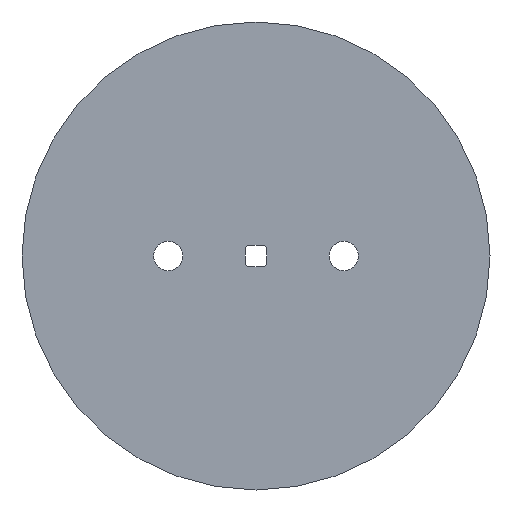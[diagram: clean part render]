
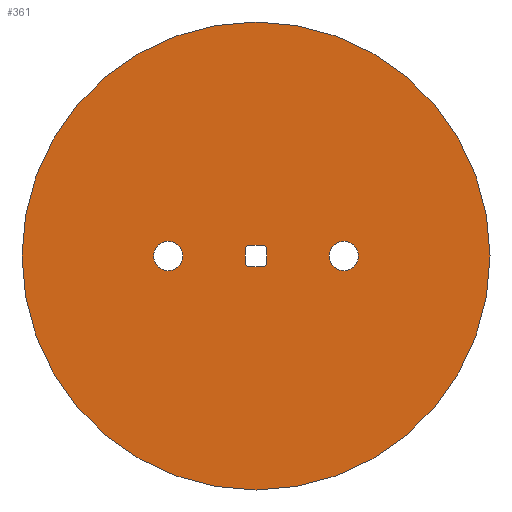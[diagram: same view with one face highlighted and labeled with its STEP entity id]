
A CAD part, front view. The second image highlights one B-rep face of the part: STEP entity #361.
In plain terms, the highlighted planar face has unit normal (0, -1, 0).
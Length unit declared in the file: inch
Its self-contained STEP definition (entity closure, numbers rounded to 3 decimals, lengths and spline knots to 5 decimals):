
#8 = VERTEX_POINT ( 'NONE', #207 ) ;
#10 = LINE ( 'NONE', #426, #223 ) ;
#17 = AXIS2_PLACEMENT_3D ( 'NONE', #125, #348, #272 ) ;
#23 = ORIENTED_EDGE ( 'NONE', *, *, #327, .F. ) ;
#28 = DIRECTION ( 'NONE',  ( 0., -1., 0. ) ) ;
#31 = FACE_OUTER_BOUND ( 'NONE', #103, .T. ) ;
#33 = EDGE_CURVE ( 'NONE', #176, #176, #139, .T. ) ;
#46 = VERTEX_POINT ( 'NONE', #122 ) ;
#47 = CIRCLE ( 'NONE', #128, 0.0625 ) ;
#56 = CARTESIAN_POINT ( 'NONE',  ( 0.0775, 0., -0.0775 ) ) ;
#59 = EDGE_CURVE ( 'NONE', #288, #110, #47, .T. ) ;
#61 = CARTESIAN_POINT ( 'NONE',  ( -0.0775, 0., 0.14 ) ) ;
#64 = LINE ( 'NONE', #324, #212 ) ;
#72 = EDGE_CURVE ( 'NONE', #260, #326, #10, .T. ) ;
#86 = EDGE_LOOP ( 'NONE', ( #412 ) ) ;
#87 = CARTESIAN_POINT ( 'NONE',  ( 1.125, 0., 0. ) ) ;
#95 = DIRECTION ( 'NONE',  ( 0., 0., 1. ) ) ;
#97 = DIRECTION ( 'NONE',  ( 0., 0., 1. ) ) ;
#98 = PLANE ( 'NONE',  #404 ) ;
#99 = CARTESIAN_POINT ( 'NONE',  ( 0.14, 0., 0. ) ) ;
#103 = EDGE_LOOP ( 'NONE', ( #294 ) ) ;
#110 = VERTEX_POINT ( 'NONE', #137 ) ;
#120 = DIRECTION ( 'NONE',  ( 0., 1., 0. ) ) ;
#122 = CARTESIAN_POINT ( 'NONE',  ( 0.14, 0., -0.0775 ) ) ;
#124 = DIRECTION ( 'NONE',  ( 0., 1., 0. ) ) ;
#125 = CARTESIAN_POINT ( 'NONE',  ( -0.0775, 0., 0.0775 ) ) ;
#128 = AXIS2_PLACEMENT_3D ( 'NONE', #427, #175, #285 ) ;
#135 = CIRCLE ( 'NONE', #283, 0.0625 ) ;
#137 = CARTESIAN_POINT ( 'NONE',  ( -0.14, 0., -0.0775 ) ) ;
#139 = CIRCLE ( 'NONE', #447, 0.1875 ) ;
#147 = ORIENTED_EDGE ( 'NONE', *, *, #254, .F. ) ;
#158 = ORIENTED_EDGE ( 'NONE', *, *, #72, .F. ) ;
#159 = LINE ( 'NONE', #310, #302 ) ;
#160 = EDGE_CURVE ( 'NONE', #429, #288, #64, .T. ) ;
#165 = DIRECTION ( 'NONE',  ( 0., 0., 1. ) ) ;
#166 = CARTESIAN_POINT ( 'NONE',  ( 0., 0., 0. ) ) ;
#174 = EDGE_CURVE ( 'NONE', #204, #204, #304, .T. ) ;
#175 = DIRECTION ( 'NONE',  ( 0., 1., 0. ) ) ;
#176 = VERTEX_POINT ( 'NONE', #428 ) ;
#181 = EDGE_LOOP ( 'NONE', ( #220, #336, #23, #158, #301, #371, #147, #217 ) ) ;
#192 = DIRECTION ( 'NONE',  ( 0., 0., 1. ) ) ;
#194 = DIRECTION ( 'NONE',  ( 0., 0., 1. ) ) ;
#199 = CARTESIAN_POINT ( 'NONE',  ( -0.0775, 0., -0.14 ) ) ;
#200 = AXIS2_PLACEMENT_3D ( 'NONE', #166, #277, #376 ) ;
#204 = VERTEX_POINT ( 'NONE', #275 ) ;
#207 = CARTESIAN_POINT ( 'NONE',  ( 0., 0., 3. ) ) ;
#211 = EDGE_CURVE ( 'NONE', #46, #366, #226, .T. ) ;
#212 = VECTOR ( 'NONE', #392, 39.37008 ) ;
#217 = ORIENTED_EDGE ( 'NONE', *, *, #160, .T. ) ;
#219 = CARTESIAN_POINT ( 'NONE',  ( 0.0775, 0., -0.14 ) ) ;
#220 = ORIENTED_EDGE ( 'NONE', *, *, #59, .T. ) ;
#223 = VECTOR ( 'NONE', #287, 39.37008 ) ;
#225 = DIRECTION ( 'NONE',  ( 0., 1., 0. ) ) ;
#226 = LINE ( 'NONE', #99, #286 ) ;
#240 = CARTESIAN_POINT ( 'NONE',  ( 0.0775, 0., 0.0775 ) ) ;
#244 = CIRCLE ( 'NONE', #200, 3. ) ;
#253 = AXIS2_PLACEMENT_3D ( 'NONE', #446, #120, #192 ) ;
#254 = EDGE_CURVE ( 'NONE', #429, #46, #345, .T. ) ;
#260 = VERTEX_POINT ( 'NONE', #343 ) ;
#271 = CARTESIAN_POINT ( 'NONE',  ( -0.14, 0., 0.0775 ) ) ;
#272 = DIRECTION ( 'NONE',  ( 0., 0., 1. ) ) ;
#275 = CARTESIAN_POINT ( 'NONE',  ( -1.125, 0., 0.1875 ) ) ;
#277 = DIRECTION ( 'NONE',  ( 0., 1., 0. ) ) ;
#283 = AXIS2_PLACEMENT_3D ( 'NONE', #240, #416, #384 ) ;
#285 = DIRECTION ( 'NONE',  ( 0., 0., 1. ) ) ;
#286 = VECTOR ( 'NONE', #95, 39.37008 ) ;
#287 = DIRECTION ( 'NONE',  ( -1., 0., 0. ) ) ;
#288 = VERTEX_POINT ( 'NONE', #199 ) ;
#294 = ORIENTED_EDGE ( 'NONE', *, *, #396, .F. ) ;
#297 = AXIS2_PLACEMENT_3D ( 'NONE', #56, #28, #165 ) ;
#301 = ORIENTED_EDGE ( 'NONE', *, *, #323, .F. ) ;
#302 = VECTOR ( 'NONE', #97, 39.37008 ) ;
#304 = CIRCLE ( 'NONE', #253, 0.1875 ) ;
#310 = CARTESIAN_POINT ( 'NONE',  ( -0.14, 0., 0. ) ) ;
#311 = DIRECTION ( 'NONE',  ( 0., 0., 1. ) ) ;
#323 = EDGE_CURVE ( 'NONE', #366, #260, #135, .T. ) ;
#324 = CARTESIAN_POINT ( 'NONE',  ( 0., 0., -0.14 ) ) ;
#326 = VERTEX_POINT ( 'NONE', #61 ) ;
#327 = EDGE_CURVE ( 'NONE', #326, #364, #406, .T. ) ;
#331 = ORIENTED_EDGE ( 'NONE', *, *, #33, .T. ) ;
#333 = EDGE_CURVE ( 'NONE', #110, #364, #159, .T. ) ;
#336 = ORIENTED_EDGE ( 'NONE', *, *, #333, .T. ) ;
#343 = CARTESIAN_POINT ( 'NONE',  ( 0.0775, 0., 0.14 ) ) ;
#344 = FACE_BOUND ( 'NONE', #86, .T. ) ;
#345 = CIRCLE ( 'NONE', #297, 0.0625 ) ;
#348 = DIRECTION ( 'NONE',  ( 0., -1., 0. ) ) ;
#352 = FACE_BOUND ( 'NONE', #181, .T. ) ;
#361 = ADVANCED_FACE ( 'NONE', ( #380, #344, #352, #31 ), #98, .F. ) ;
#364 = VERTEX_POINT ( 'NONE', #271 ) ;
#366 = VERTEX_POINT ( 'NONE', #414 ) ;
#371 = ORIENTED_EDGE ( 'NONE', *, *, #211, .F. ) ;
#376 = DIRECTION ( 'NONE',  ( 0., 0., 1. ) ) ;
#380 = FACE_BOUND ( 'NONE', #436, .T. ) ;
#384 = DIRECTION ( 'NONE',  ( 0., 0., 1. ) ) ;
#392 = DIRECTION ( 'NONE',  ( -1., 0., 0. ) ) ;
#396 = EDGE_CURVE ( 'NONE', #8, #8, #244, .T. ) ;
#404 = AXIS2_PLACEMENT_3D ( 'NONE', #453, #124, #311 ) ;
#406 = CIRCLE ( 'NONE', #17, 0.0625 ) ;
#412 = ORIENTED_EDGE ( 'NONE', *, *, #174, .T. ) ;
#414 = CARTESIAN_POINT ( 'NONE',  ( 0.14, 0., 0.0775 ) ) ;
#416 = DIRECTION ( 'NONE',  ( 0., -1., 0. ) ) ;
#426 = CARTESIAN_POINT ( 'NONE',  ( 0., 0., 0.14 ) ) ;
#427 = CARTESIAN_POINT ( 'NONE',  ( -0.0775, 0., -0.0775 ) ) ;
#428 = CARTESIAN_POINT ( 'NONE',  ( 1.125, 0., 0.1875 ) ) ;
#429 = VERTEX_POINT ( 'NONE', #219 ) ;
#436 = EDGE_LOOP ( 'NONE', ( #331 ) ) ;
#446 = CARTESIAN_POINT ( 'NONE',  ( -1.125, 0., 0. ) ) ;
#447 = AXIS2_PLACEMENT_3D ( 'NONE', #87, #225, #194 ) ;
#453 = CARTESIAN_POINT ( 'NONE',  ( 0., 0., 0. ) ) ;
